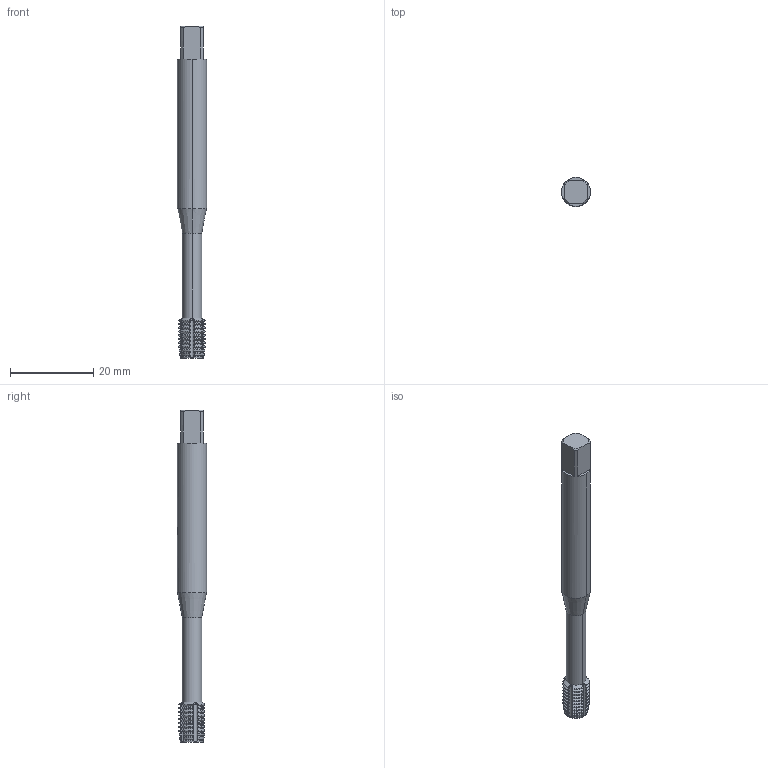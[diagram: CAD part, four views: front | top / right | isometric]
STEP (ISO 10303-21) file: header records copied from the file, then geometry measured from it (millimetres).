
FILE_DESCRIPTION(('no description'),'unknown implementation level');
FILE_NAME('solidl033FY_8DuOqqCKJt7uR_LUM7kQ_1.STP',' ',('CIM GmbH Aachen'),('CADClick - KiM GmbH - www.kimweb.de'),'unknown preprocess','ACIS','unknown authorization');
FILE_SCHEMA(('automotive_design'));
Length unit declared in the file: millimetre
Products named in the file (2): 1; 2
Bounding box: 7 x 7 x 80 mm (x, y, z)
Volume: 2382.7 mm3; surface area: 1994 mm2
Topology: 2 solids, 2 shells, 441 faces, 1259 edges, 822 vertices
Faces by surface type: cone 180, cylinder 144, plane 107, torus 10
Entity records: 30064 total; most frequent: CARTESIAN_POINT 4760, STYLED_ITEM 2524, PRESENTATION_STYLE_ASSIGNMENT 2524, COLOUR_RGB 2524, ORIENTED_EDGE 2518, DIRECTION 2270, EDGE_CURVE 1259, CURVE_STYLE 1259
